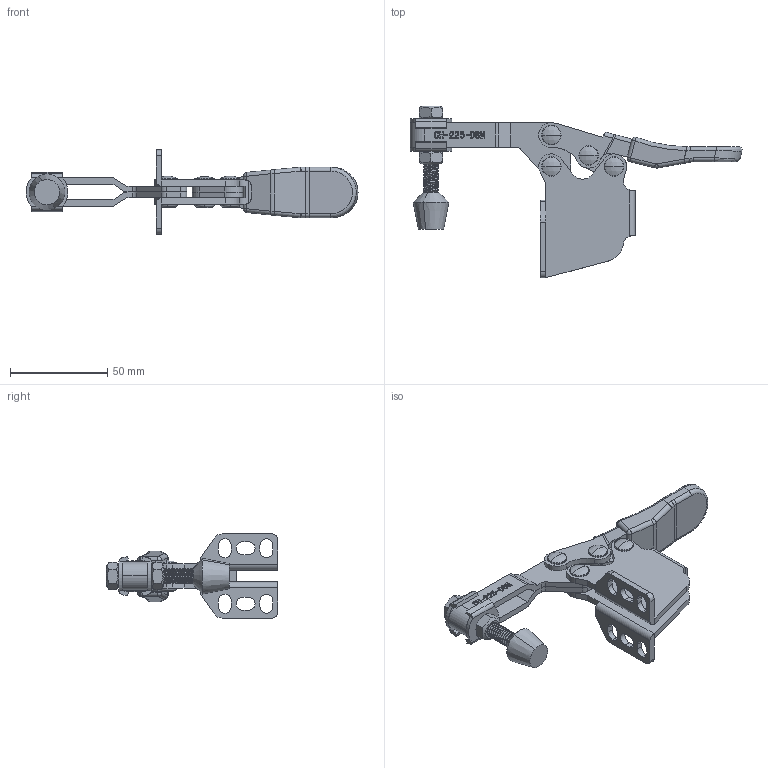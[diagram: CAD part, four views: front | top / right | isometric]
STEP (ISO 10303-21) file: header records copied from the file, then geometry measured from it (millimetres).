
FILE_DESCRIPTION (( 'STEP AP203' ), '1' );
FILE_NAME ('CH-225-DSM.STEP', '2010-06-03T09:17:22', ( '·L?¥Î?' ), ( '·L?¤¤?' ), 'SwSTEP 2.0', 'SolidWorks 2005179', '' );
FILE_SCHEMA (( 'CONFIG_CONTROL_DESIGN' ));
Length unit declared in the file: millimetre
Products named in the file (11): 225-DSM-02_??; CH-FC-56212_??; 56212-01_??; CH-225-DSM; 225-D-04_??; 225-D-03_??; 225-DSM-01_??; 225-D-05_??; 1_??; FW-516_??
Assembly tree (16 placements, depth 3):
  CH-225-DSM
    CH-FC-56212_??
    225-DSM-02_??
    225-D-04_??  x2
    FW-516_??  x2
    225-D-05_??  x4
    56212-01_??  x2
    225-D-03_??
      225-D-03_??
      1_??
    225-DSM-01_??
Bounding box: 171.11 x 88.4 x 43.4 mm (x, y, z)
Volume: 51714.7 mm3; surface area: 43896.7 mm2
Topology: 16 solids, 16 shells, 944 faces, 2517 edges, 1631 vertices
Faces by surface type: plane 358, cylinder 291, bspline 206, torus 36, cone 35, sphere 18
Entity records: 50296 total; most frequent: CARTESIAN_POINT 30083, ORIENTED_EDGE 4436, DIRECTION 3182, EDGE_CURVE 2218, VERTEX_POINT 1449, VECTOR 1218, LINE 1218, AXIS2_PLACEMENT_3D 982
